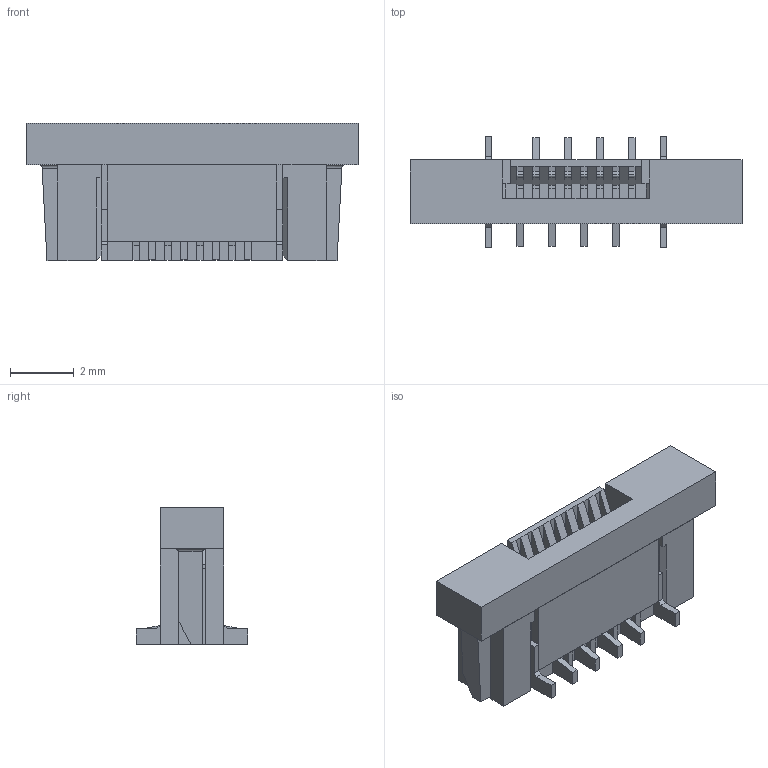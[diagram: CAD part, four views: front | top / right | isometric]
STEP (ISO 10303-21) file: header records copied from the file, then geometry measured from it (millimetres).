
FILE_DESCRIPTION(/* description */ ('Unknown'),/* implementation_level */ '2;1');
FILE_NAME(/* name */ '687308124422_Download_STP_687308124422_rev1_nocap.stp',/* time_stamp */ '2020-05-20T14:10:01+02:00',/* author */ ('Jeppe'),/* organization */ ('Unknown'),/* preprocessor_version */ 'ST-DEVELOPER v17.2',/* originating_system */ 'Autodesk Inventor 2019',/* authorisation */ '');
FILE_SCHEMA (('AUTOMOTIVE_DESIGN { 1 0 10303 214 3 1 1 }'));
Length unit declared in the file: millimetre
Products named in the file (6): 687308124422_Download_STP_687308124422_rev1; 687308124422; 6873xx124422_PIN_COTE; 687308124422_CAP; 6873xx124422_PIN_A; 6873xx124422_PIN_B
Assembly tree (12 placements, depth 2):
  687308124422_Download_STP_687308124422_rev1
    687308124422
    6873xx124422_PIN_COTE  x2
    6873xx124422_PIN_A  x4
    6873xx124422_PIN_B  x4
    687308124422_CAP
Bounding box: 10.4 x 3.5 x 4.3 mm (x, y, z)
Volume: 62.7 mm3; surface area: 393.7 mm2
Topology: 12 solids, 12 shells, 546 faces, 1594 edges, 1042 vertices
Faces by surface type: plane 462, cylinder 84
Entity records: 11070 total; most frequent: CARTESIAN_POINT 1978, ORIENTED_EDGE 1940, DIRECTION 1706, EDGE_CURVE 970, LINE 910, VECTOR 910, VERTEX_POINT 626, AXIS2_PLACEMENT_3D 398
